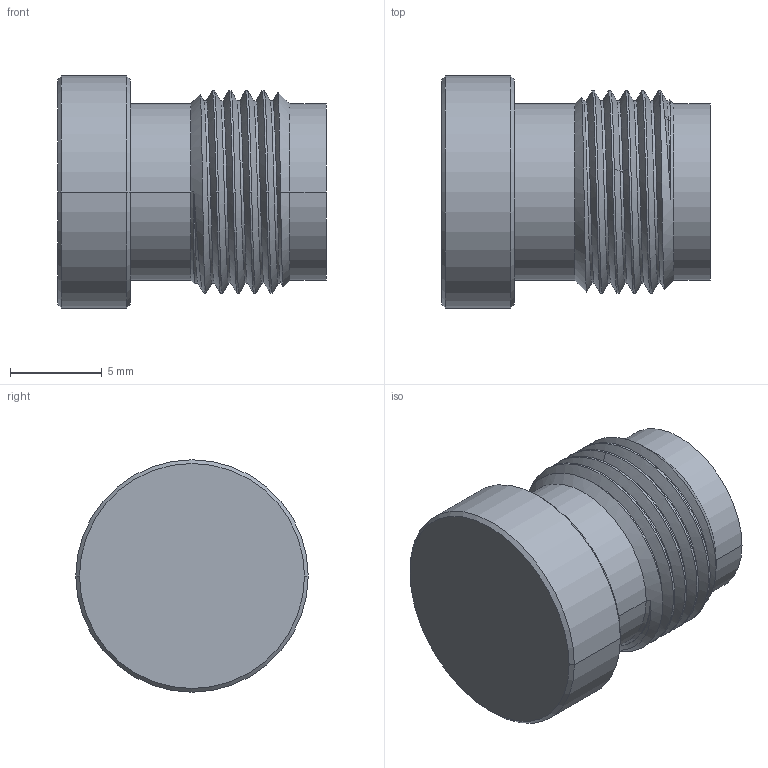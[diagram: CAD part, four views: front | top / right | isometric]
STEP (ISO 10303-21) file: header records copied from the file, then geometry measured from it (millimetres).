
FILE_DESCRIPTION((''),'2;1');
FILE_NAME('78400_SW0001','2019-08-30T',('Clement'),(''),'CREO PARAMETRIC BY PTC INC, 2018360','CREO PARAMETRIC BY PTC INC, 2018360','');
FILE_SCHEMA(('CONFIG_CONTROL_DESIGN'));
Length unit declared in the file: millimetre
Products named in the file (1): 78400_SW0001
Bounding box: 14.68 x 12.7 x 12.7 mm (x, y, z)
Volume: 744.1 mm3; surface area: 1142.3 mm2
Topology: 1 solids, 1 shells, 42 faces, 98 edges, 59 vertices
Faces by surface type: cylinder 16, cone 14, bspline 8, plane 4
Entity records: 2954 total; most frequent: CARTESIAN_POINT 2028, ORIENTED_EDGE 192, DIRECTION 164, EDGE_CURVE 96, AXIS2_PLACEMENT_3D 65, VERTEX_POINT 59, EDGE_LOOP 45, FACE_OUTER_BOUND 42
